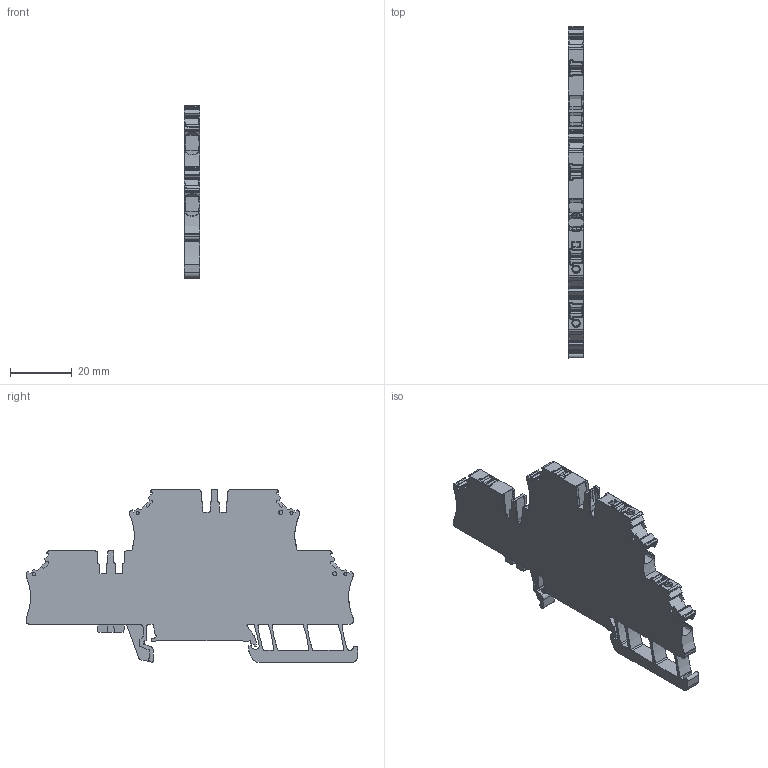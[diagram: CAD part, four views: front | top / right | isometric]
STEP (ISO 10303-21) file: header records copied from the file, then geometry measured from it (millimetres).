
FILE_DESCRIPTION(('CATIA V5 STEP Exchange','CAx-IF Rec.Pracs.--- Model Styling and Organization---1.4--- 2014-01-23'),'2;1');
FILE_NAME ('1389525-7_0', '2024-03-08T08:26:56+00:00', ('none'), ('Weidmueller'), 'CATIA Version 5-6 Release 2016 SP3 HF44', 'CATIA V5 STEP AP214', 'none');
FILE_SCHEMA(('AUTOMOTIVE_DESIGN { 1 0 10303 214 1 1 1 1 }'));
Products named in the file (1): 2847630000
Bounding box: 5.1 x 107.58 x 56.06 mm (x, y, z)
Volume: 17556.9 mm3; surface area: 11991.1 mm2
Topology: 8 solids, 8 shells, 1354 faces, 3774 edges, 2441 vertices
Faces by surface type: plane 572, cylinder 469, extrusion 198, bspline 58, cone 32, sphere 18, torus 7
Entity records: 51299 total; most frequent: CARTESIAN_POINT 19001, ORIENTED_EDGE 7512, DIRECTION 5086, EDGE_CURVE 3756, VECTOR 2471, VERTEX_POINT 2441, LINE 2273, AXIS2_PLACEMENT_3D 1662
